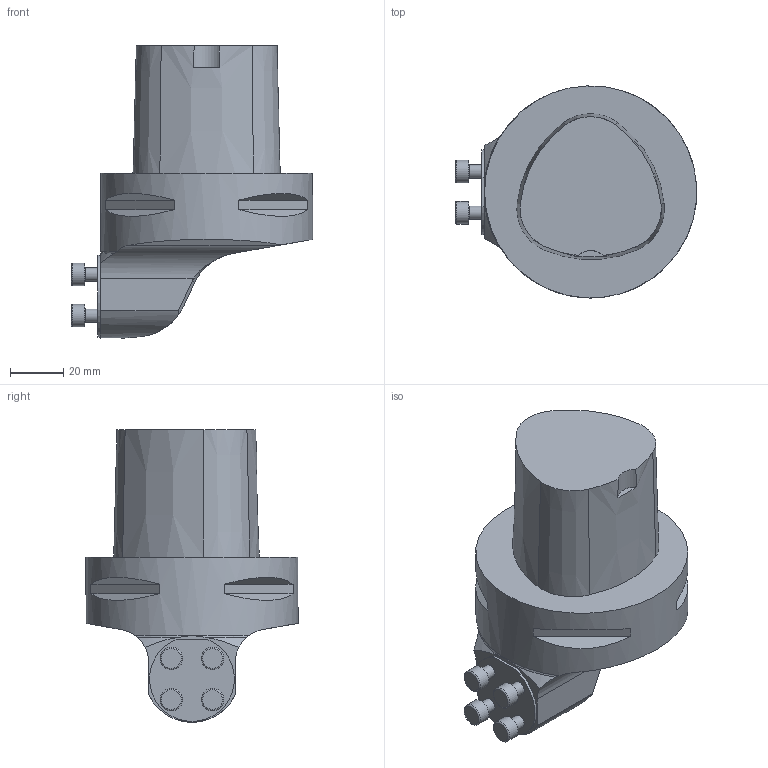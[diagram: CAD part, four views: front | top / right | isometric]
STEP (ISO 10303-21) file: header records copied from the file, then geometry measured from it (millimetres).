
FILE_DESCRIPTION(/* description */ (''),/* implementation_level */ '2;1');
FILE_NAME(/* name */ '1524468307282.stp',/* time_stamp */ '2018-04-23T09:25:16+02:00',/* author */ (''),/* organization */ ('SMS'),/* preprocessor_version */ 'ST-DEVELOPER v15',/* originating_system */ 'SIEMENS PLM Software NX 8.5',/* authorisation */ '');
FILE_SCHEMA (('AUTOMOTIVE_DESIGN { 1 0 10303 214 3 1 1 1 }'));
Length unit declared in the file: millimetre
Products named in the file (1): 112030634mod000_00
Bounding box: 90.95 x 79.98 x 110.3 mm (x, y, z)
Volume: 284118.9 mm3; surface area: 29565.2 mm2
Topology: 1 solids, 1 shells, 70 faces, 165 edges, 113 vertices
Faces by surface type: plane 35, cylinder 18, torus 9, cone 8
Full cylindrical faces by diameter (mm): 5 x4, 8.5 x4, 80 x1
Entity records: 1975 total; most frequent: CARTESIAN_POINT 405, DIRECTION 336, ORIENTED_EDGE 272, AXIS2_PLACEMENT_3D 145, EDGE_CURVE 136, EDGE_LOOP 101, VERTEX_POINT 99, ADVANCED_FACE 70
